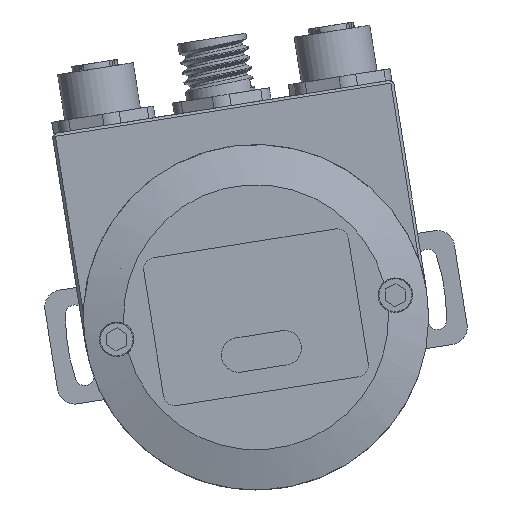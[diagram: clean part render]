
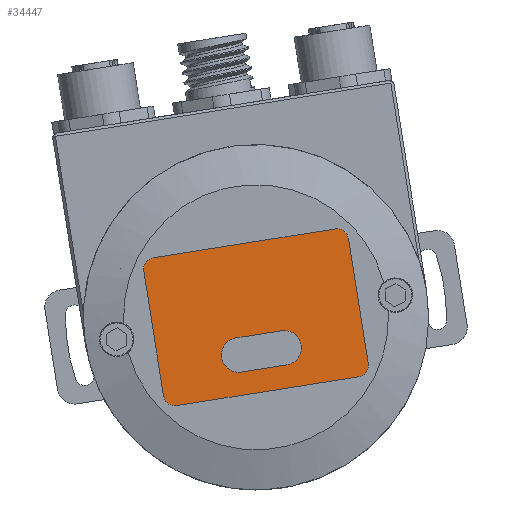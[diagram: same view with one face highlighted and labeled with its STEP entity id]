
A CAD part, front view. The second image highlights one B-rep face of the part: STEP entity #34447.
In plain terms, the highlighted planar face has unit normal (0, -1, 0).
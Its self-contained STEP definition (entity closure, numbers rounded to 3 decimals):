
#3 = DIRECTION ( 'NONE',  ( -0.988, 0., -0.156 ) ) ;
#166 = VERTEX_POINT ( 'NONE', #27808 ) ;
#177 = CARTESIAN_POINT ( 'NONE',  ( -2.597, -68.587, -13.129 ) ) ;
#284 = DIRECTION ( 'NONE',  ( 0.988, 0., 0.156 ) ) ;
#306 = AXIS2_PLACEMENT_3D ( 'NONE', #4999, #22475, #33938 ) ;
#770 = EDGE_CURVE ( 'NONE', #5831, #32655, #32870, .T. ) ;
#1003 = VERTEX_POINT ( 'NONE', #8414 ) ;
#1033 = CARTESIAN_POINT ( 'NONE',  ( -14.137, -68.587, -16.982 ) ) ;
#1225 = EDGE_LOOP ( 'NONE', ( #34283, #4712, #26539, #11142, #13388, #16736, #9690, #18815 ) ) ;
#1515 = AXIS2_PLACEMENT_3D ( 'NONE', #28072, #11346, #13786 ) ;
#1635 = EDGE_CURVE ( 'NONE', #8304, #10097, #6006, .T. ) ;
#2063 = CARTESIAN_POINT ( 'NONE',  ( -16.112, -68.587, -17.295 ) ) ;
#2899 = FACE_BOUND ( 'NONE', #28341, .T. ) ;
#3274 = CARTESIAN_POINT ( 'NONE',  ( 19.445, -68.587, -11.663 ) ) ;
#3283 = VERTEX_POINT ( 'NONE', #6623 ) ;
#3780 = DIRECTION ( 'NONE',  ( 0.156, 0., -0.988 ) ) ;
#4246 = DIRECTION ( 'NONE',  ( 0.988, 0., 0.156 ) ) ;
#4457 = DIRECTION ( 'NONE',  ( 0., -1., 0. ) ) ;
#4712 = ORIENTED_EDGE ( 'NONE', *, *, #15393, .T. ) ;
#4999 = CARTESIAN_POINT ( 'NONE',  ( 4.835, -68.587, -8.915 ) ) ;
#5215 = LINE ( 'NONE', #16728, #26948 ) ;
#5712 = FACE_OUTER_BOUND ( 'NONE', #1225, .T. ) ;
#5802 = CARTESIAN_POINT ( 'NONE',  ( 17.724, -68.587, -0.799 ) ) ;
#5831 = VERTEX_POINT ( 'NONE', #19761 ) ;
#6006 = LINE ( 'NONE', #5802, #25519 ) ;
#6623 = CARTESIAN_POINT ( 'NONE',  ( 4.365, -68.587, -5.952 ) ) ;
#7048 = DIRECTION ( 'NONE',  ( 0., -1., 0. ) ) ;
#8304 = VERTEX_POINT ( 'NONE', #3274 ) ;
#8400 = DIRECTION ( 'NONE',  ( 0.988, 0., 0.156 ) ) ;
#8414 = CARTESIAN_POINT ( 'NONE',  ( -13.824, -68.587, -18.957 ) ) ;
#8528 = DIRECTION ( 'NONE',  ( 0., -1., 0. ) ) ;
#8546 = CIRCLE ( 'NONE', #17619, 2. ) ;
#8659 = CIRCLE ( 'NONE', #306, 3. ) ;
#8740 = VERTEX_POINT ( 'NONE', #28590 ) ;
#8873 = CARTESIAN_POINT ( 'NONE',  ( 14.028, -68.587, 9.753 ) ) ;
#9495 = ORIENTED_EDGE ( 'NONE', *, *, #16844, .F. ) ;
#9690 = ORIENTED_EDGE ( 'NONE', *, *, #30803, .T. ) ;
#9853 = CIRCLE ( 'NONE', #14682, 2. ) ;
#10025 = EDGE_CURVE ( 'NONE', #25432, #5831, #34730, .T. ) ;
#10097 = VERTEX_POINT ( 'NONE', #26760 ) ;
#11142 = ORIENTED_EDGE ( 'NONE', *, *, #10025, .T. ) ;
#11346 = DIRECTION ( 'NONE',  ( 0., -1., 0. ) ) ;
#12259 = CIRCLE ( 'NONE', #1515, 2. ) ;
#12879 = ORIENTED_EDGE ( 'NONE', *, *, #18872, .F. ) ;
#13388 = ORIENTED_EDGE ( 'NONE', *, *, #770, .T. ) ;
#13786 = DIRECTION ( 'NONE',  ( 0.988, 0., 0.156 ) ) ;
#14257 = AXIS2_PLACEMENT_3D ( 'NONE', #21175, #7048, #4246 ) ;
#14567 = DIRECTION ( 'NONE',  ( 0., -1., 0. ) ) ;
#14682 = AXIS2_PLACEMENT_3D ( 'NONE', #1033, #14567, #20422 ) ;
#15108 = VECTOR ( 'NONE', #3780, 1000. ) ;
#15393 = EDGE_CURVE ( 'NONE', #10097, #27566, #12259, .T. ) ;
#16728 = CARTESIAN_POINT ( 'NONE',  ( -3.536, -68.587, -7.203 ) ) ;
#16736 = ORIENTED_EDGE ( 'NONE', *, *, #36916, .T. ) ;
#16844 = EDGE_CURVE ( 'NONE', #26163, #29003, #23847, .T. ) ;
#17515 = CARTESIAN_POINT ( 'NONE',  ( -13.824, -68.587, -18.957 ) ) ;
#17619 = AXIS2_PLACEMENT_3D ( 'NONE', #18613, #4457, #24215 ) ;
#17668 = DIRECTION ( 'NONE',  ( -0.156, 0., 0.988 ) ) ;
#18378 = CARTESIAN_POINT ( 'NONE',  ( -17.891, -68.587, 6.723 ) ) ;
#18581 = AXIS2_PLACEMENT_3D ( 'NONE', #33740, #8528, #20054 ) ;
#18613 = CARTESIAN_POINT ( 'NONE',  ( 17.469, -68.587, -11.976 ) ) ;
#18815 = ORIENTED_EDGE ( 'NONE', *, *, #35224, .T. ) ;
#18872 = EDGE_CURVE ( 'NONE', #29003, #166, #33956, .T. ) ;
#19155 = VECTOR ( 'NONE', #35074, 1000. ) ;
#19601 = DIRECTION ( 'NONE',  ( 0.988, 0., 0.156 ) ) ;
#19761 = CARTESIAN_POINT ( 'NONE',  ( -19.554, -68.587, 4.434 ) ) ;
#20054 = DIRECTION ( 'NONE',  ( 0.988, 0., 0.156 ) ) ;
#20135 = CARTESIAN_POINT ( 'NONE',  ( 13.715, -68.587, 11.728 ) ) ;
#20422 = DIRECTION ( 'NONE',  ( 0.988, 0., 0.156 ) ) ;
#21081 = CARTESIAN_POINT ( 'NONE',  ( -17.833, -68.587, -6.43 ) ) ;
#21175 = CARTESIAN_POINT ( 'NONE',  ( -3.067, -68.587, -10.166 ) ) ;
#21407 = VECTOR ( 'NONE', #8400, 1000. ) ;
#21428 = ORIENTED_EDGE ( 'NONE', *, *, #35340, .F. ) ;
#22475 = DIRECTION ( 'NONE',  ( 0., -1., 0. ) ) ;
#23230 = EDGE_CURVE ( 'NONE', #27566, #25432, #23610, .T. ) ;
#23243 = CARTESIAN_POINT ( 'NONE',  ( -17.891, -68.587, 6.723 ) ) ;
#23610 = LINE ( 'NONE', #18378, #19155 ) ;
#23847 = CIRCLE ( 'NONE', #14257, 3. ) ;
#24215 = DIRECTION ( 'NONE',  ( 0.988, 0., 0.156 ) ) ;
#25432 = VERTEX_POINT ( 'NONE', #23243 ) ;
#25519 = VECTOR ( 'NONE', #17668, 1000. ) ;
#25934 = AXIS2_PLACEMENT_3D ( 'NONE', #8873, #31992, #284 ) ;
#26024 = PLANE ( 'NONE',  #25934 ) ;
#26163 = VERTEX_POINT ( 'NONE', #29001 ) ;
#26539 = ORIENTED_EDGE ( 'NONE', *, *, #23230, .T. ) ;
#26760 = CARTESIAN_POINT ( 'NONE',  ( 16.003, -68.587, 10.066 ) ) ;
#26948 = VECTOR ( 'NONE', #3, 1000. ) ;
#27566 = VERTEX_POINT ( 'NONE', #20135 ) ;
#27808 = CARTESIAN_POINT ( 'NONE',  ( 5.304, -68.587, -11.878 ) ) ;
#28072 = CARTESIAN_POINT ( 'NONE',  ( 14.028, -68.587, 9.753 ) ) ;
#28341 = EDGE_LOOP ( 'NONE', ( #9495, #30083, #21428, #12879 ) ) ;
#28590 = CARTESIAN_POINT ( 'NONE',  ( 17.782, -68.587, -13.951 ) ) ;
#28672 = VECTOR ( 'NONE', #19601, 1000. ) ;
#29001 = CARTESIAN_POINT ( 'NONE',  ( -3.536, -68.587, -7.203 ) ) ;
#29003 = VERTEX_POINT ( 'NONE', #36564 ) ;
#30083 = ORIENTED_EDGE ( 'NONE', *, *, #31219, .F. ) ;
#30803 = EDGE_CURVE ( 'NONE', #1003, #8740, #34568, .T. ) ;
#31219 = EDGE_CURVE ( 'NONE', #3283, #26163, #5215, .T. ) ;
#31992 = DIRECTION ( 'NONE',  ( 0., -1., 0. ) ) ;
#32655 = VERTEX_POINT ( 'NONE', #2063 ) ;
#32870 = LINE ( 'NONE', #21081, #15108 ) ;
#33740 = CARTESIAN_POINT ( 'NONE',  ( -17.578, -68.587, 4.747 ) ) ;
#33938 = DIRECTION ( 'NONE',  ( 0.988, 0., 0.156 ) ) ;
#33956 = LINE ( 'NONE', #177, #21407 ) ;
#34283 = ORIENTED_EDGE ( 'NONE', *, *, #1635, .T. ) ;
#34447 = ADVANCED_FACE ( 'NONE', ( #2899, #5712 ), #26024, .T. ) ;
#34568 = LINE ( 'NONE', #17515, #28672 ) ;
#34730 = CIRCLE ( 'NONE', #18581, 2. ) ;
#35074 = DIRECTION ( 'NONE',  ( -0.988, 0., -0.156 ) ) ;
#35224 = EDGE_CURVE ( 'NONE', #8740, #8304, #8546, .T. ) ;
#35340 = EDGE_CURVE ( 'NONE', #166, #3283, #8659, .T. ) ;
#36564 = CARTESIAN_POINT ( 'NONE',  ( -2.597, -68.587, -13.129 ) ) ;
#36916 = EDGE_CURVE ( 'NONE', #32655, #1003, #9853, .T. ) ;
